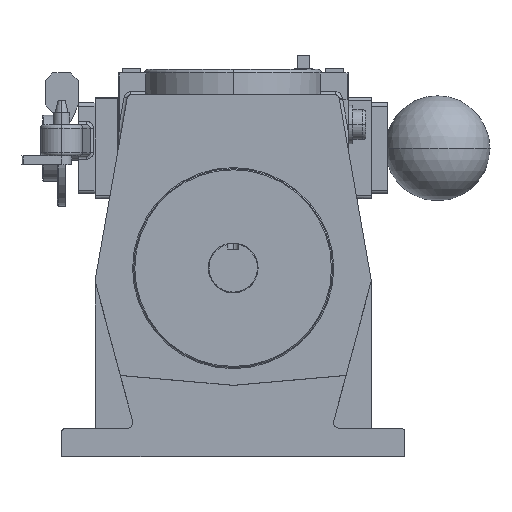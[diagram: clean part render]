
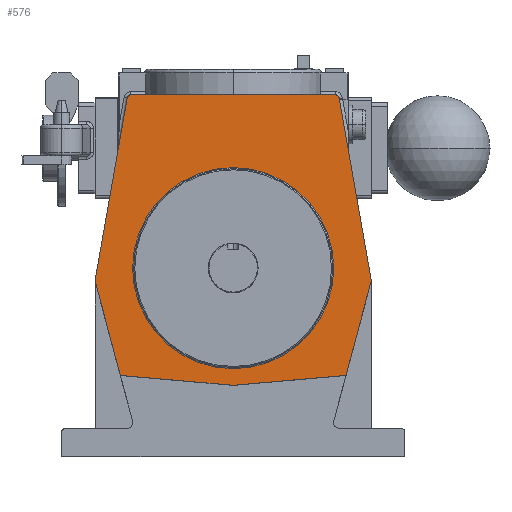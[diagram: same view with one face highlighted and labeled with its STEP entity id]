
A CAD part, top view. The second image highlights one B-rep face of the part: STEP entity #576.
In plain terms, the highlighted planar face has unit normal (0, 0, 1).
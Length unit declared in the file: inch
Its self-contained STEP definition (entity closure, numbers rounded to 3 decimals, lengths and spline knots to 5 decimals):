
#299 = EDGE_CURVE ( 'NONE', #4097, #4096, #4497, .T. ) ;
#391 = EDGE_CURVE ( 'NONE', #458, #459, #4632, .T. ) ;
#458 = VERTEX_POINT ( 'NONE', #5443 ) ;
#459 = VERTEX_POINT ( 'NONE', #5444 ) ;
#576 = ADVANCED_FACE ( 'NONE', ( #4833, #4836 ), #5850, .F. ) ;
#642 = VERTEX_POINT ( 'NONE', #6685 ) ;
#643 = VERTEX_POINT ( 'NONE', #6679 ) ;
#726 = VERTEX_POINT ( 'NONE', #6767 ) ;
#727 = VERTEX_POINT ( 'NONE', #6768 ) ;
#895 = EDGE_LOOP ( 'NONE', ( #1833, #1834 ) ) ;
#897 = EDGE_LOOP ( 'NONE', ( #1835, #1836, #1837, #1838, #1839, #1840, #1841, #1842, #1843 ) ) ;
#1110 = EDGE_CURVE ( 'NONE', #642, #643, #4929, .T. ) ;
#1215 = EDGE_CURVE ( 'NONE', #727, #726, #7285, .T. ) ;
#1244 = EDGE_CURVE ( 'NONE', #1395, #727, #7334, .T. ) ;
#1260 = EDGE_CURVE ( 'NONE', #1403, #642, #7355, .T. ) ;
#1290 = EDGE_CURVE ( 'NONE', #1395, #459, #7402, .T. ) ;
#1292 = EDGE_CURVE ( 'NONE', #1427, #1403, #7403, .T. ) ;
#1293 = EDGE_CURVE ( 'NONE', #458, #643, #7407, .T. ) ;
#1304 = EDGE_CURVE ( 'NONE', #726, #1427, #7415, .T. ) ;
#1395 = VERTEX_POINT ( 'NONE', #8153 ) ;
#1403 = VERTEX_POINT ( 'NONE', #8169 ) ;
#1427 = VERTEX_POINT ( 'NONE', #8193 ) ;
#1833 = ORIENTED_EDGE ( 'NONE', *, *, #299, .T. ) ;
#1834 = ORIENTED_EDGE ( 'NONE', *, *, #3782, .T. ) ;
#1835 = ORIENTED_EDGE ( 'NONE', *, *, #391, .F. ) ;
#1836 = ORIENTED_EDGE ( 'NONE', *, *, #1293, .T. ) ;
#1837 = ORIENTED_EDGE ( 'NONE', *, *, #1110, .F. ) ;
#1838 = ORIENTED_EDGE ( 'NONE', *, *, #1260, .F. ) ;
#1839 = ORIENTED_EDGE ( 'NONE', *, *, #1292, .F. ) ;
#1840 = ORIENTED_EDGE ( 'NONE', *, *, #1304, .F. ) ;
#1841 = ORIENTED_EDGE ( 'NONE', *, *, #1215, .F. ) ;
#1842 = ORIENTED_EDGE ( 'NONE', *, *, #1244, .F. ) ;
#1843 = ORIENTED_EDGE ( 'NONE', *, *, #1290, .T. ) ;
#3782 = EDGE_CURVE ( 'NONE', #4096, #4097, #9527, .T. ) ;
#3898 = AXIS2_PLACEMENT_3D ( 'NONE', #5094, #5119, #5120 ) ;
#4033 = AXIS2_PLACEMENT_3D ( 'NONE', #5849, #5852, #5853 ) ;
#4096 = VERTEX_POINT ( 'NONE', #11566 ) ;
#4097 = VERTEX_POINT ( 'NONE', #11567 ) ;
#4497 = CIRCLE ( 'NONE', #3898, 2.275 ) ;
#4631 = VECTOR ( 'NONE', #5375, 39.37008 ) ;
#4632 = LINE ( 'NONE', #5374, #4631 ) ;
#4833 = FACE_BOUND ( 'NONE', #895, .T. ) ;
#4836 = FACE_OUTER_BOUND ( 'NONE', #897, .T. ) ;
#4929 = LINE ( 'NONE', #6815, #4930 ) ;
#4930 = VECTOR ( 'NONE', #6816, 39.37008 ) ;
#5094 = CARTESIAN_POINT ( 'NONE',  ( 0., 0., 3.745 ) ) ;
#5119 = DIRECTION ( 'NONE',  ( 0., 0., -1. ) ) ;
#5120 = DIRECTION ( 'NONE',  ( -1., 0., 0. ) ) ;
#5374 = CARTESIAN_POINT ( 'NONE',  ( 2.38355, 3.92, 3.745 ) ) ;
#5375 = DIRECTION ( 'NONE',  ( 1., 0., 0. ) ) ;
#5443 = CARTESIAN_POINT ( 'NONE',  ( -2.32061, 3.92, 3.745 ) ) ;
#5444 = CARTESIAN_POINT ( 'NONE',  ( 2.32061, 3.92, 3.745 ) ) ;
#5849 = CARTESIAN_POINT ( 'NONE',  ( -3.875, -3.62, 3.745 ) ) ;
#5850 = PLANE ( 'NONE',  #4033 ) ;
#5852 = DIRECTION ( 'NONE',  ( 0., 0., -1. ) ) ;
#5853 = DIRECTION ( 'NONE',  ( -1., 0., 0. ) ) ;
#5967 = AXIS2_PLACEMENT_3D ( 'NONE', #7884, #7891, #7892 ) ;
#5971 = AXIS2_PLACEMENT_3D ( 'NONE', #7898, #7900, #7901 ) ;
#6282 = AXIS2_PLACEMENT_3D ( 'NONE', #11326, #11332, #11333 ) ;
#6679 = CARTESIAN_POINT ( 'NONE',  ( -2.39447, 3.85802, 3.745 ) ) ;
#6685 = CARTESIAN_POINT ( 'NONE',  ( -3.125, -0.285, 3.745 ) ) ;
#6767 = CARTESIAN_POINT ( 'NONE',  ( 2.5511, -2.42681, 3.745 ) ) ;
#6768 = CARTESIAN_POINT ( 'NONE',  ( 3.125, -0.285, 3.745 ) ) ;
#6815 = CARTESIAN_POINT ( 'NONE',  ( -3.125, -0.285, 3.745 ) ) ;
#6816 = DIRECTION ( 'NONE',  ( 0.174, 0.985, 0. ) ) ;
#7125 = CARTESIAN_POINT ( 'NONE',  ( 2.23139, -3.62, 3.745 ) ) ;
#7126 = DIRECTION ( 'NONE',  ( -0.259, -0.966, 0. ) ) ;
#7285 = LINE ( 'NONE', #7125, #7286 ) ;
#7286 = VECTOR ( 'NONE', #7126, 39.37008 ) ;
#7334 = LINE ( 'NONE', #7775, #7335 ) ;
#7335 = VECTOR ( 'NONE', #7776, 39.37008 ) ;
#7342 = VECTOR ( 'NONE', #7818, 39.37008 ) ;
#7355 = LINE ( 'NONE', #7811, #7342 ) ;
#7398 = VECTOR ( 'NONE', #7897, 39.37008 ) ;
#7402 = CIRCLE ( 'NONE', #5967, 0.075 ) ;
#7403 = LINE ( 'NONE', #7890, #7398 ) ;
#7407 = CIRCLE ( 'NONE', #5971, 0.075 ) ;
#7415 = LINE ( 'NONE', #7947, #7419 ) ;
#7419 = VECTOR ( 'NONE', #7948, 39.37008 ) ;
#7775 = CARTESIAN_POINT ( 'NONE',  ( 3.125, -0.285, 3.745 ) ) ;
#7776 = DIRECTION ( 'NONE',  ( 0.174, -0.985, 0. ) ) ;
#7811 = CARTESIAN_POINT ( 'NONE',  ( -2.23139, -3.62, 3.745 ) ) ;
#7818 = DIRECTION ( 'NONE',  ( -0.259, 0.966, 0. ) ) ;
#7884 = CARTESIAN_POINT ( 'NONE',  ( 2.32061, 3.845, 3.745 ) ) ;
#7890 = CARTESIAN_POINT ( 'NONE',  ( -2.44509, -2.43608, 3.745 ) ) ;
#7891 = DIRECTION ( 'NONE',  ( 0., 0., 1. ) ) ;
#7892 = DIRECTION ( 'NONE',  ( -1., 0., 0. ) ) ;
#7897 = DIRECTION ( 'NONE',  ( -0.996, 0.087, 0. ) ) ;
#7898 = CARTESIAN_POINT ( 'NONE',  ( -2.32061, 3.845, 3.745 ) ) ;
#7900 = DIRECTION ( 'NONE',  ( 0., 0., 1. ) ) ;
#7901 = DIRECTION ( 'NONE',  ( -1., 0., 0. ) ) ;
#7947 = CARTESIAN_POINT ( 'NONE',  ( 0., -2.65, 3.745 ) ) ;
#7948 = DIRECTION ( 'NONE',  ( -0.996, -0.087, 0. ) ) ;
#8153 = CARTESIAN_POINT ( 'NONE',  ( 2.39447, 3.85802, 3.745 ) ) ;
#8169 = CARTESIAN_POINT ( 'NONE',  ( -2.5511, -2.42681, 3.745 ) ) ;
#8193 = CARTESIAN_POINT ( 'NONE',  ( 0., -2.65, 3.745 ) ) ;
#9527 = CIRCLE ( 'NONE', #6282, 2.275 ) ;
#11326 = CARTESIAN_POINT ( 'NONE',  ( 0., 0., 3.745 ) ) ;
#11332 = DIRECTION ( 'NONE',  ( 0., 0., -1. ) ) ;
#11333 = DIRECTION ( 'NONE',  ( -1., 0., 0. ) ) ;
#11566 = CARTESIAN_POINT ( 'NONE',  ( 2.275, 0., 3.745 ) ) ;
#11567 = CARTESIAN_POINT ( 'NONE',  ( -2.275, 0., 3.745 ) ) ;
